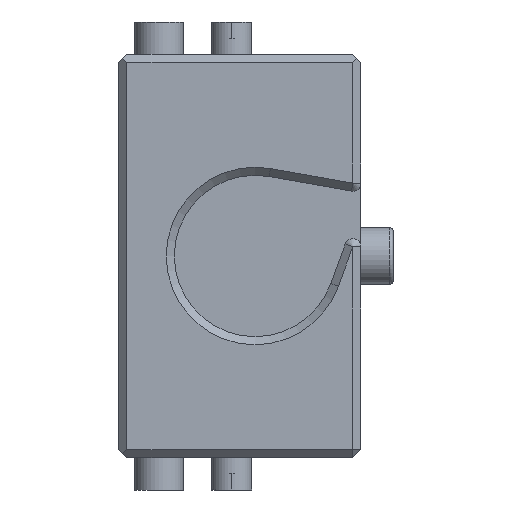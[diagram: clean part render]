
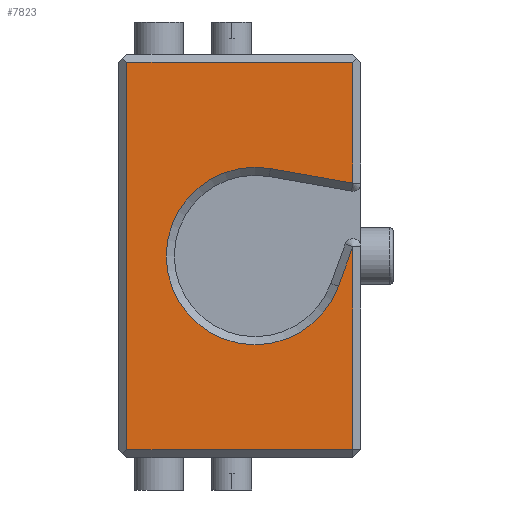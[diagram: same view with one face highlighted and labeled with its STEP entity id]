
A CAD part, left-side view. The second image highlights one B-rep face of the part: STEP entity #7823.
In plain terms, the highlighted planar face has unit normal (-1, 0, 0).
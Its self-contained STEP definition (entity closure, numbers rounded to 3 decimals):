
#295=CIRCLE('',#8375,11.);
#1222=FACE_OUTER_BOUND('',#1697,.T.);
#1697=EDGE_LOOP('',(#6749,#6750,#6751,#6752,#6753,#6754,#6755,#6756));
#2310=LINE('',#13811,#2964);
#2315=LINE('',#13820,#2969);
#2321=LINE('',#13831,#2975);
#2331=LINE('',#13850,#2985);
#2335=LINE('',#13862,#2989);
#2339=LINE('',#13871,#2993);
#2340=LINE('',#13873,#2994);
#2964=VECTOR('',#9551,10.);
#2969=VECTOR('',#9562,10.);
#2975=VECTOR('',#9570,10.);
#2985=VECTOR('',#9588,10.);
#2989=VECTOR('',#9600,10.);
#2993=VECTOR('',#9612,10.);
#2994=VECTOR('',#9615,10.);
#3683=VERTEX_POINT('',#13808);
#3684=VERTEX_POINT('',#13810);
#3685=VERTEX_POINT('',#13819);
#3689=VERTEX_POINT('',#13829);
#3692=VERTEX_POINT('',#13844);
#3695=VERTEX_POINT('',#13852);
#3697=VERTEX_POINT('',#13858);
#3699=VERTEX_POINT('',#13866);
#4705=EDGE_CURVE('',#3683,#3684,#2310,.T.);
#4710=EDGE_CURVE('',#3684,#3685,#2315,.T.);
#4716=EDGE_CURVE('',#3689,#3683,#2321,.T.);
#4726=EDGE_CURVE('',#3685,#3692,#2331,.T.);
#4729=EDGE_CURVE('',#3692,#3695,#295,.T.);
#4732=EDGE_CURVE('',#3695,#3697,#2335,.T.);
#4737=EDGE_CURVE('',#3697,#3699,#2339,.T.);
#4738=EDGE_CURVE('',#3699,#3689,#2340,.T.);
#6749=ORIENTED_EDGE('',*,*,#4705,.F.);
#6750=ORIENTED_EDGE('',*,*,#4716,.F.);
#6751=ORIENTED_EDGE('',*,*,#4738,.F.);
#6752=ORIENTED_EDGE('',*,*,#4737,.F.);
#6753=ORIENTED_EDGE('',*,*,#4732,.F.);
#6754=ORIENTED_EDGE('',*,*,#4729,.F.);
#6755=ORIENTED_EDGE('',*,*,#4726,.F.);
#6756=ORIENTED_EDGE('',*,*,#4710,.F.);
#7431=PLANE('',#8413);
#7823=ADVANCED_FACE('',(#1222),#7431,.F.);
#8375=AXIS2_PLACEMENT_3D('',#13856,#9594,#9595);
#8413=AXIS2_PLACEMENT_3D('',#13933,#9694,#9695);
#9551=DIRECTION('',(0.,1.,0.));
#9562=DIRECTION('',(0.,0.,1.));
#9570=DIRECTION('',(0.,0.,-1.));
#9588=DIRECTION('',(0.,-0.985,-0.174));
#9594=DIRECTION('center_axis',(-1.,0.,0.));
#9595=DIRECTION('ref_axis',(0.,-0.94,-0.342));
#9600=DIRECTION('',(0.,0.342,-0.94));
#9612=DIRECTION('',(0.,0.,1.));
#9615=DIRECTION('',(0.,-1.,0.));
#9694=DIRECTION('center_axis',(1.,0.,0.));
#9695=DIRECTION('ref_axis',(0.,0.,-1.));
#13808=CARTESIAN_POINT('',(-30.,-15.876,-24.));
#13810=CARTESIAN_POINT('',(-30.,12.124,-24.));
#13811=CARTESIAN_POINT('',(-30.,-9.257,-24.));
#13819=CARTESIAN_POINT('',(-30.,12.124,-9.031));
#13820=CARTESIAN_POINT('',(-30.,12.124,-12.512));
#13829=CARTESIAN_POINT('',(-30.,-15.876,24.));
#13831=CARTESIAN_POINT('',(-30.,-15.876,12.488));
#13844=CARTESIAN_POINT('',(-30.,1.911,-10.833));
#13850=CARTESIAN_POINT('',(-30.,6.221,-10.072));
#13852=CARTESIAN_POINT('',(-30.,10.337,3.761));
#13856=CARTESIAN_POINT('Origin',(-30.,0.,0.));
#13858=CARTESIAN_POINT('',(-30.,12.124,-1.151));
#13862=CARTESIAN_POINT('',(-30.,10.245,4.014));
#13866=CARTESIAN_POINT('',(-30.,12.124,24.));
#13871=CARTESIAN_POINT('',(-30.,12.124,-12.512));
#13873=CARTESIAN_POINT('',(-30.,5.743,24.));
#13933=CARTESIAN_POINT('Origin',(-30.,-1.638,-0.024));
